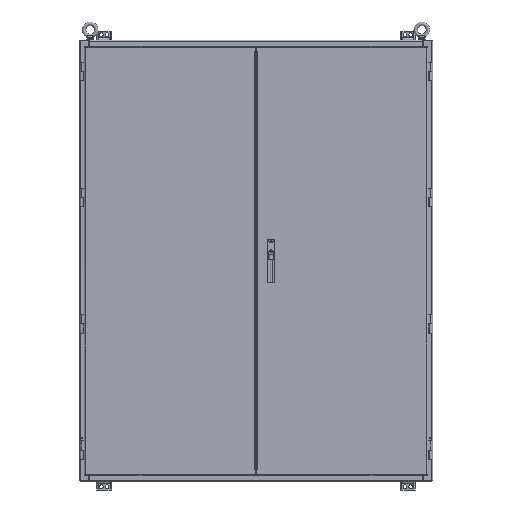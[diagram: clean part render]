
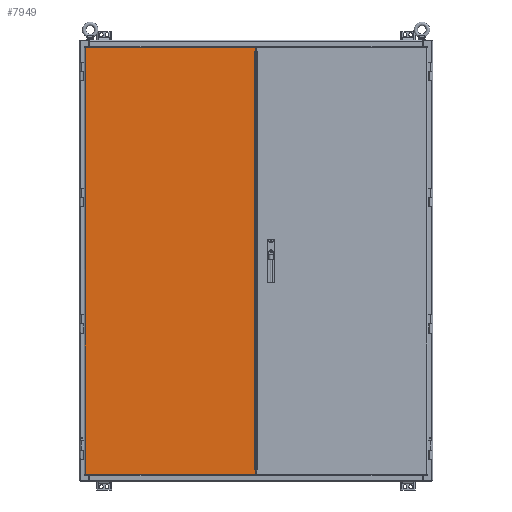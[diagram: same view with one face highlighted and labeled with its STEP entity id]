
A CAD part, front view. The second image highlights one B-rep face of the part: STEP entity #7949.
In plain terms, the highlighted planar face has unit normal (0, -1, 0).
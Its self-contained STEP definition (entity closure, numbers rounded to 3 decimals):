
#7949 = ADVANCED_FACE( '', ( #16492 ), #16493, .T. );
#16492 = FACE_OUTER_BOUND( '', #28622, .T. );
#16493 = PLANE( '', #28623 );
#28622 = EDGE_LOOP( '', ( #55660, #55661, #55662, #55663, #55664, #55665, #55666, #55667, #55668, #55669 ) );
#28623 = AXIS2_PLACEMENT_3D( '', #55670, #55671, #55672 );
#55660 = ORIENTED_EDGE( '', *, *, #65958, .F. );
#55661 = ORIENTED_EDGE( '', *, *, #65838, .T. );
#55662 = ORIENTED_EDGE( '', *, *, #68058, .T. );
#55663 = ORIENTED_EDGE( '', *, *, #67742, .T. );
#55664 = ORIENTED_EDGE( '', *, *, #68148, .T. );
#55665 = ORIENTED_EDGE( '', *, *, #66897, .T. );
#55666 = ORIENTED_EDGE( '', *, *, #65527, .T. );
#55667 = ORIENTED_EDGE( '', *, *, #66604, .F. );
#55668 = ORIENTED_EDGE( '', *, *, #67199, .F. );
#55669 = ORIENTED_EDGE( '', *, *, #63135, .T. );
#55670 = CARTESIAN_POINT( '', ( 0., 0., 0. ) );
#55671 = DIRECTION( '', ( 0., -1., 0. ) );
#55672 = DIRECTION( '', ( 0., 0., -1. ) );
#63135 = EDGE_CURVE( '', #74179, #74177, #74180, .T. );
#65527 = EDGE_CURVE( '', #77661, #77662, #77663, .T. );
#65838 = EDGE_CURVE( '', #78092, #78090, #78093, .T. );
#65958 = EDGE_CURVE( '', #78092, #74177, #78275, .T. );
#66604 = EDGE_CURVE( '', #79116, #77662, #79118, .T. );
#66897 = EDGE_CURVE( '', #74605, #77661, #79498, .T. );
#67199 = EDGE_CURVE( '', #74179, #79116, #79860, .T. );
#67742 = EDGE_CURVE( '', #80489, #77411, #80491, .T. );
#68058 = EDGE_CURVE( '', #78090, #80489, #80838, .T. );
#68148 = EDGE_CURVE( '', #77411, #74605, #80939, .T. );
#74177 = VERTEX_POINT( '', #98089 );
#74179 = VERTEX_POINT( '', #98091 );
#74180 = LINE( '', #98092, #98093 );
#74605 = VERTEX_POINT( '', #99158 );
#77411 = VERTEX_POINT( '', #106740 );
#77661 = VERTEX_POINT( '', #107414 );
#77662 = VERTEX_POINT( '', #107415 );
#77663 = LINE( '', #107416, #107417 );
#78090 = VERTEX_POINT( '', #108461 );
#78092 = VERTEX_POINT( '', #108464 );
#78093 = LINE( '', #108465, #108466 );
#78275 = LINE( '', #109310, #109311 );
#79116 = VERTEX_POINT( '', #111397 );
#79118 = LINE( '', #111400, #111401 );
#79498 = LINE( '', #112705, #112706 );
#79860 = LINE( '', #113490, #113491 );
#80489 = VERTEX_POINT( '', #115141 );
#80491 = LINE( '', #115143, #115144 );
#80838 = LINE( '', #115984, #115985 );
#80939 = LINE( '', #116187, #116188 );
#98089 = CARTESIAN_POINT( '', ( 292.113, 0., 721.665 ) );
#98091 = CARTESIAN_POINT( '', ( 292.113, 0., -721.665 ) );
#98092 = CARTESIAN_POINT( '', ( 292.113, 0., -721.665 ) );
#98093 = VECTOR( '', #118519, 1000. );
#99158 = CARTESIAN_POINT( '', ( -292.113, 0., -736.295 ) );
#106740 = CARTESIAN_POINT( '', ( -292.113, 0., 736.295 ) );
#107414 = CARTESIAN_POINT( '', ( 295.593, 0., -736.295 ) );
#107415 = CARTESIAN_POINT( '', ( 295.593, 0., -721.667 ) );
#107416 = CARTESIAN_POINT( '', ( 295.593, 0., -739.775 ) );
#107417 = VECTOR( '', #119988, 1000. );
#108461 = CARTESIAN_POINT( '', ( 295.593, 0., 721.667 ) );
#108464 = CARTESIAN_POINT( '', ( 292.113, 0., 721.667 ) );
#108465 = CARTESIAN_POINT( '', ( 295.593, 0., 721.667 ) );
#108466 = VECTOR( '', #120188, 1000. );
#109310 = CARTESIAN_POINT( '', ( 292.113, 0., -721.667 ) );
#109311 = VECTOR( '', #120219, 1000. );
#111397 = CARTESIAN_POINT( '', ( 292.113, 0., -721.667 ) );
#111400 = CARTESIAN_POINT( '', ( 295.593, 0., -721.667 ) );
#111401 = VECTOR( '', #120586, 1000. );
#112705 = CARTESIAN_POINT( '', ( 295.593, 0., -736.295 ) );
#112706 = VECTOR( '', #120700, 1000. );
#113490 = CARTESIAN_POINT( '', ( 292.113, 0., -721.667 ) );
#113491 = VECTOR( '', #120866, 1000. );
#115141 = CARTESIAN_POINT( '', ( 295.593, 0., 736.295 ) );
#115143 = CARTESIAN_POINT( '', ( -295.593, 0., 736.295 ) );
#115144 = VECTOR( '', #121112, 1000. );
#115984 = CARTESIAN_POINT( '', ( 295.593, 0., -739.775 ) );
#115985 = VECTOR( '', #121247, 1000. );
#116187 = CARTESIAN_POINT( '', ( -292.113, 0., -739.775 ) );
#116188 = VECTOR( '', #121289, 1000. );
#118519 = DIRECTION( '', ( 0., 0., 1. ) );
#119988 = DIRECTION( '', ( 0., 0., 1. ) );
#120188 = DIRECTION( '', ( 1., 0., 0. ) );
#120219 = DIRECTION( '', ( 0., 0., -1. ) );
#120586 = DIRECTION( '', ( 1., 0., 0. ) );
#120700 = DIRECTION( '', ( 1., 0., 0. ) );
#120866 = DIRECTION( '', ( 0., 0., -1. ) );
#121112 = DIRECTION( '', ( -1., 0., 0. ) );
#121247 = DIRECTION( '', ( 0., 0., 1. ) );
#121289 = DIRECTION( '', ( 0., 0., -1. ) );
